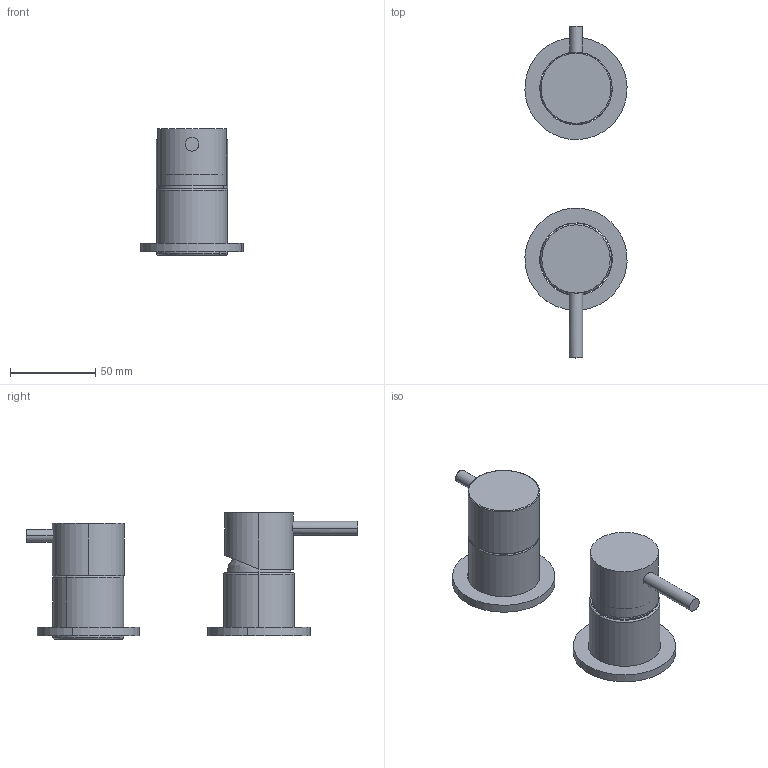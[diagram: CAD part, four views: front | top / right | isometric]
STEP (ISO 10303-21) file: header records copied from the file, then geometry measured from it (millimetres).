
FILE_DESCRIPTION (( 'STEP AP214' ), '1' );
FILE_NAME ('15197.STEP', '2025-11-28T16:37:08', ( '' ), ( '' ), 'SwSTEP 2.0', 'SolidWorks 2018', '' );
FILE_SCHEMA (( 'AUTOMOTIVE_DESIGN' ));
Length unit declared in the file: millimetre
Products named in the file (6): 0101519501; 983_F; 912; leva minimalista; 15197; 0101900801
Assembly tree (7 placements, depth 2):
  15197
    0101900801
    983_F  x2
    912  x2
    0101519501
    leva minimalista
Bounding box: 59.86 x 194.5 x 74 mm (x, y, z)
Volume: 115094.1 mm3; surface area: 47083.8 mm2
Topology: 8 solids, 8 shells, 104 faces, 203 edges, 128 vertices
Faces by surface type: cylinder 51, plane 31, torus 14, bspline 4, cone 4
Entity records: 2253 total; most frequent: CARTESIAN_POINT 548, DIRECTION 357, ORIENTED_EDGE 262, AXIS2_PLACEMENT_3D 161, EDGE_CURVE 131, CIRCLE 87, VERTEX_POINT 82, EDGE_LOOP 81
